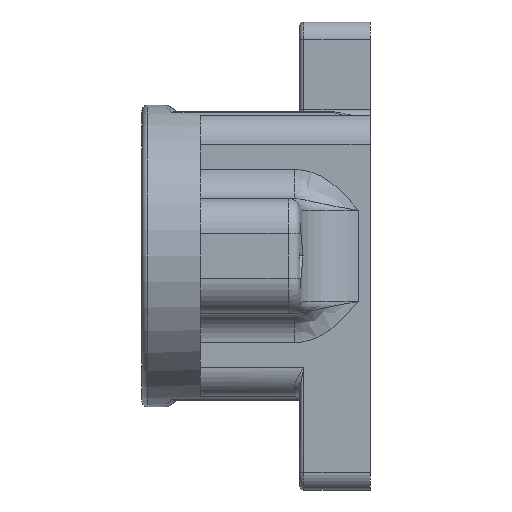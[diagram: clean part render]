
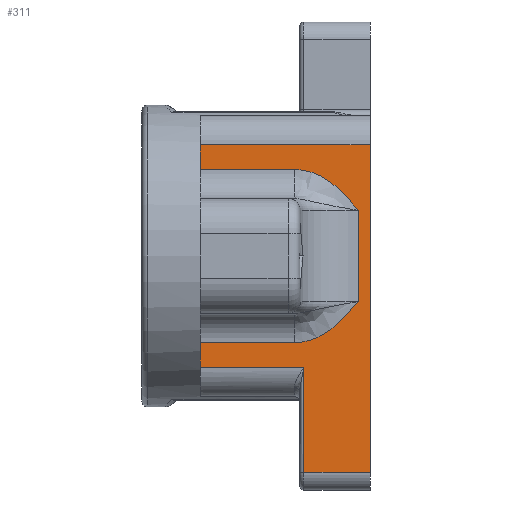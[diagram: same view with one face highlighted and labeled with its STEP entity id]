
A CAD part, left-side view. The second image highlights one B-rep face of the part: STEP entity #311.
In plain terms, the highlighted planar face has unit normal (-1, 0, 0).
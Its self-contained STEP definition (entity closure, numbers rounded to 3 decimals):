
#154 = ORIENTED_EDGE ( 'NONE', *, *, #8122, .T. ) ;
#311 = ADVANCED_FACE ( 'NONE', ( #9468 ), #10120, .F. ) ;
#330 = CARTESIAN_POINT ( 'NONE',  ( -12., 2.909, -5.931 ) ) ;
#559 = CARTESIAN_POINT ( 'NONE',  ( -12., 1., 3.9 ) ) ;
#601 = VERTEX_POINT ( 'NONE', #4903 ) ;
#798 = CARTESIAN_POINT ( 'NONE',  ( -12., 6.171, 7.4 ) ) ;
#828 = CARTESIAN_POINT ( 'NONE',  ( -12., 5.65, -12. ) ) ;
#854 = CARTESIAN_POINT ( 'NONE',  ( -12., 5.893, 7.372 ) ) ;
#864 = LINE ( 'NONE', #6681, #1733 ) ;
#975 = EDGE_CURVE ( 'NONE', #601, #6882, #4304, .T. ) ;
#1041 = CARTESIAN_POINT ( 'NONE',  ( -12., 14.5, -7.4 ) ) ;
#1062 = CARTESIAN_POINT ( 'NONE',  ( -12., 14.5, -9.5 ) ) ;
#1089 = CARTESIAN_POINT ( 'NONE',  ( -12., 5.65, -9.5 ) ) ;
#1143 = LINE ( 'NONE', #9397, #3412 ) ;
#1210 = DIRECTION ( 'NONE',  ( 0., -1., 0. ) ) ;
#1243 = VECTOR ( 'NONE', #2722, 1000. ) ;
#1249 = CARTESIAN_POINT ( 'NONE',  ( -12., 2.298, -5.359 ) ) ;
#1314 = CARTESIAN_POINT ( 'NONE',  ( -12., 14.5, 7.4 ) ) ;
#1376 = DIRECTION ( 'NONE',  ( 0., -1., 0. ) ) ;
#1493 = CARTESIAN_POINT ( 'NONE',  ( -12., 6.454, 7.4 ) ) ;
#1565 = EDGE_CURVE ( 'NONE', #4022, #10579, #5136, .T. ) ;
#1674 = ORIENTED_EDGE ( 'NONE', *, *, #2625, .T. ) ;
#1730 = LINE ( 'NONE', #5056, #1243 ) ;
#1733 = VECTOR ( 'NONE', #9177, 1000. ) ;
#1750 = DIRECTION ( 'NONE',  ( 0., -1., 0. ) ) ;
#1845 = ORIENTED_EDGE ( 'NONE', *, *, #10585, .T. ) ;
#1875 = VECTOR ( 'NONE', #2473, 1000. ) ;
#1989 = ORIENTED_EDGE ( 'NONE', *, *, #1565, .T. ) ;
#2299 = VERTEX_POINT ( 'NONE', #559 ) ;
#2471 = CARTESIAN_POINT ( 'NONE',  ( -12., 1., 3.9 ) ) ;
#2473 = DIRECTION ( 'NONE',  ( 0., 0., -1. ) ) ;
#2536 = LINE ( 'NONE', #9919, #1875 ) ;
#2625 = EDGE_CURVE ( 'NONE', #5507, #10636, #864, .T. ) ;
#2639 = CARTESIAN_POINT ( 'NONE',  ( -12., 14.5, 9.5 ) ) ;
#2690 = B_SPLINE_CURVE_WITH_KNOTS ( 'NONE', 3,
 ( #1493, #798, #854, #3243, #10571, #6508, #9974, #7318, #9756, #4921, #9917, #4111, #4822, #2471 ),
 .UNSPECIFIED., .F., .F.,
 ( 4, 2, 2, 2, 2, 2, 4 ),
 ( 0., 0.001, 0.002, 0.003, 0.004, 0.005, 0.007 ),
 .UNSPECIFIED. ) ;
#2691 = CARTESIAN_POINT ( 'NONE',  ( -12., 14., -12. ) ) ;
#2722 = DIRECTION ( 'NONE',  ( 0., 1., 0. ) ) ;
#2828 = CARTESIAN_POINT ( 'NONE',  ( -12., 1.36, -4.326 ) ) ;
#2929 = VECTOR ( 'NONE', #1376, 1000. ) ;
#3050 = VERTEX_POINT ( 'NONE', #2639 ) ;
#3243 = CARTESIAN_POINT ( 'NONE',  ( -12., 5.345, 7.267 ) ) ;
#3304 = ORIENTED_EDGE ( 'NONE', *, *, #4556, .T. ) ;
#3373 = CARTESIAN_POINT ( 'NONE',  ( -12., 14., -7.4 ) ) ;
#3412 = VECTOR ( 'NONE', #7673, 1000. ) ;
#3457 = VERTEX_POINT ( 'NONE', #5111 ) ;
#3483 = EDGE_CURVE ( 'NONE', #10636, #3050, #1730, .T. ) ;
#3691 = CARTESIAN_POINT ( 'NONE',  ( -12., 3.125, -6.111 ) ) ;
#4000 = EDGE_CURVE ( 'NONE', #2299, #8886, #2536, .T. ) ;
#4022 = VERTEX_POINT ( 'NONE', #9583 ) ;
#4111 = CARTESIAN_POINT ( 'NONE',  ( -12., 1.722, 4.754 ) ) ;
#4261 = CARTESIAN_POINT ( 'NONE',  ( -12., 1., -3.9 ) ) ;
#4304 = LINE ( 'NONE', #3373, #6870 ) ;
#4383 = DIRECTION ( 'NONE',  ( 0., 0., 1. ) ) ;
#4514 = CARTESIAN_POINT ( 'NONE',  ( -12., 3.803, -6.612 ) ) ;
#4556 = EDGE_CURVE ( 'NONE', #10579, #7837, #8262, .T. ) ;
#4561 = CARTESIAN_POINT ( 'NONE',  ( -12., 5.074, -7.188 ) ) ;
#4767 = VECTOR ( 'NONE', #4383, 1000. ) ;
#4822 = CARTESIAN_POINT ( 'NONE',  ( -12., 1.36, 4.326 ) ) ;
#4836 = ORIENTED_EDGE ( 'NONE', *, *, #4000, .T. ) ;
#4858 = CARTESIAN_POINT ( 'NONE',  ( -12., 5.65, -18.5 ) ) ;
#4865 = ORIENTED_EDGE ( 'NONE', *, *, #9675, .F. ) ;
#4870 = ORIENTED_EDGE ( 'NONE', *, *, #8196, .F. ) ;
#4903 = CARTESIAN_POINT ( 'NONE',  ( -12., 6.454, -7.4 ) ) ;
#4921 = CARTESIAN_POINT ( 'NONE',  ( -12., 2.496, 5.555 ) ) ;
#4965 = VECTOR ( 'NONE', #1210, 1000. ) ;
#4971 = ORIENTED_EDGE ( 'NONE', *, *, #975, .T. ) ;
#5056 = CARTESIAN_POINT ( 'NONE',  ( -12., 14., 9.5 ) ) ;
#5111 = CARTESIAN_POINT ( 'NONE',  ( -12., 6.454, 7.4 ) ) ;
#5136 = LINE ( 'NONE', #10169, #9392 ) ;
#5275 = CARTESIAN_POINT ( 'NONE',  ( -12., 4.285, -6.89 ) ) ;
#5297 = DIRECTION ( 'NONE',  ( 1., 0., 0. ) ) ;
#5507 = VERTEX_POINT ( 'NONE', #9900 ) ;
#5513 = CARTESIAN_POINT ( 'NONE',  ( -12., 0., -18.5 ) ) ;
#5709 = ORIENTED_EDGE ( 'NONE', *, *, #9923, .T. ) ;
#5783 = B_SPLINE_CURVE_WITH_KNOTS ( 'NONE', 3,
 ( #10260, #2828, #7833, #1249, #8535, #330, #3691, #4514, #5275, #4561, #6811, #6102, #7783, #7878 ),
 .UNSPECIFIED., .F., .F.,
 ( 4, 2, 2, 2, 2, 2, 4 ),
 ( 0., 0.002, 0.002, 0.003, 0.005, 0.006, 0.007 ),
 .UNSPECIFIED. ) ;
#5936 = DIRECTION ( 'NONE',  ( 0., 1., 0. ) ) ;
#6102 = CARTESIAN_POINT ( 'NONE',  ( -12., 5.893, -7.372 ) ) ;
#6443 = EDGE_CURVE ( 'NONE', #3457, #2299, #2690, .T. ) ;
#6508 = CARTESIAN_POINT ( 'NONE',  ( -12., 4.285, 6.89 ) ) ;
#6630 = AXIS2_PLACEMENT_3D ( 'NONE', #2691, #5297, #9262 ) ;
#6681 = CARTESIAN_POINT ( 'NONE',  ( -12., 0., -12. ) ) ;
#6763 = DIRECTION ( 'NONE',  ( 0., 0., -1. ) ) ;
#6811 = CARTESIAN_POINT ( 'NONE',  ( -12., 5.345, -7.267 ) ) ;
#6870 = VECTOR ( 'NONE', #5936, 1000. ) ;
#6882 = VERTEX_POINT ( 'NONE', #1041 ) ;
#7138 = LINE ( 'NONE', #5513, #4965 ) ;
#7318 = CARTESIAN_POINT ( 'NONE',  ( -12., 3.125, 6.111 ) ) ;
#7660 = ORIENTED_EDGE ( 'NONE', *, *, #6443, .T. ) ;
#7663 = EDGE_LOOP ( 'NONE', ( #1989, #3304, #154, #1674, #9741, #4870, #5709, #7660, #4836, #1845, #4971, #4865 ) ) ;
#7673 = DIRECTION ( 'NONE',  ( 0., 0., 1. ) ) ;
#7783 = CARTESIAN_POINT ( 'NONE',  ( -12., 6.171, -7.4 ) ) ;
#7833 = CARTESIAN_POINT ( 'NONE',  ( -12., 1.722, -4.754 ) ) ;
#7837 = VERTEX_POINT ( 'NONE', #4858 ) ;
#7878 = CARTESIAN_POINT ( 'NONE',  ( -12., 6.454, -7.4 ) ) ;
#8122 = EDGE_CURVE ( 'NONE', #7837, #5507, #7138, .T. ) ;
#8196 = EDGE_CURVE ( 'NONE', #9185, #3050, #1143, .T. ) ;
#8262 = LINE ( 'NONE', #828, #10543 ) ;
#8510 = LINE ( 'NONE', #1062, #4767 ) ;
#8535 = CARTESIAN_POINT ( 'NONE',  ( -12., 2.496, -5.555 ) ) ;
#8826 = LINE ( 'NONE', #10557, #2929 ) ;
#8886 = VERTEX_POINT ( 'NONE', #4261 ) ;
#9177 = DIRECTION ( 'NONE',  ( 0., 0., 1. ) ) ;
#9185 = VERTEX_POINT ( 'NONE', #1314 ) ;
#9262 = DIRECTION ( 'NONE',  ( 0., 0., -1. ) ) ;
#9392 = VECTOR ( 'NONE', #1750, 1000. ) ;
#9397 = CARTESIAN_POINT ( 'NONE',  ( -12., 14.5, 7.4 ) ) ;
#9468 = FACE_OUTER_BOUND ( 'NONE', #7663, .T. ) ;
#9583 = CARTESIAN_POINT ( 'NONE',  ( -12., 14.5, -9.5 ) ) ;
#9675 = EDGE_CURVE ( 'NONE', #4022, #6882, #8510, .T. ) ;
#9741 = ORIENTED_EDGE ( 'NONE', *, *, #3483, .T. ) ;
#9756 = CARTESIAN_POINT ( 'NONE',  ( -12., 2.909, 5.931 ) ) ;
#9900 = CARTESIAN_POINT ( 'NONE',  ( -12., 0., -18.5 ) ) ;
#9917 = CARTESIAN_POINT ( 'NONE',  ( -12., 2.298, 5.359 ) ) ;
#9919 = CARTESIAN_POINT ( 'NONE',  ( -12., 1., -4.9 ) ) ;
#9923 = EDGE_CURVE ( 'NONE', #9185, #3457, #8826, .T. ) ;
#9974 = CARTESIAN_POINT ( 'NONE',  ( -12., 3.803, 6.612 ) ) ;
#10120 = PLANE ( 'NONE',  #6630 ) ;
#10169 = CARTESIAN_POINT ( 'NONE',  ( -12., 14., -9.5 ) ) ;
#10260 = CARTESIAN_POINT ( 'NONE',  ( -12., 1., -3.9 ) ) ;
#10473 = CARTESIAN_POINT ( 'NONE',  ( -12., 0., 9.5 ) ) ;
#10543 = VECTOR ( 'NONE', #6763, 1000. ) ;
#10557 = CARTESIAN_POINT ( 'NONE',  ( -12., 14., 7.4 ) ) ;
#10571 = CARTESIAN_POINT ( 'NONE',  ( -12., 5.074, 7.188 ) ) ;
#10579 = VERTEX_POINT ( 'NONE', #1089 ) ;
#10585 = EDGE_CURVE ( 'NONE', #8886, #601, #5783, .T. ) ;
#10636 = VERTEX_POINT ( 'NONE', #10473 ) ;
